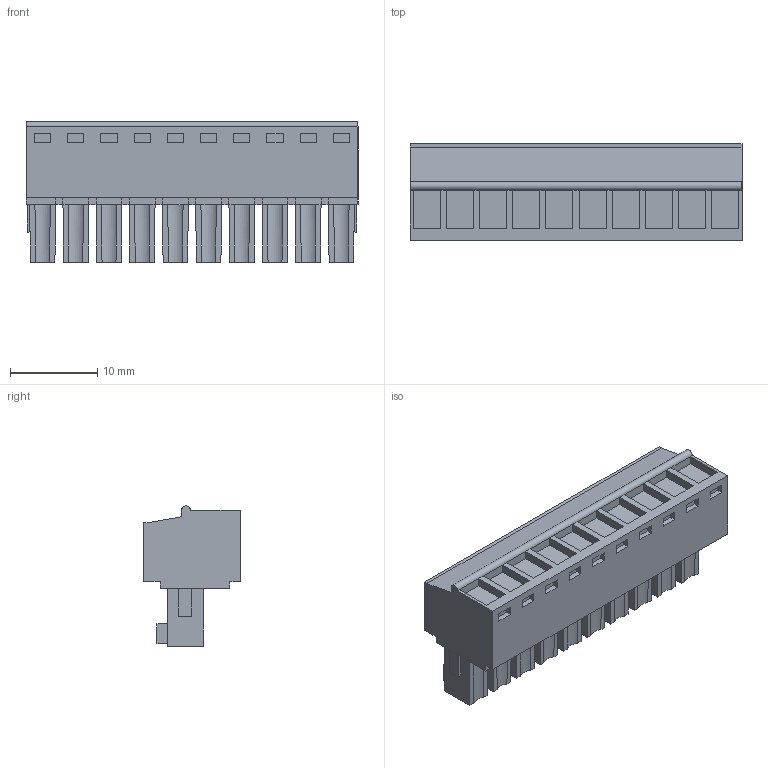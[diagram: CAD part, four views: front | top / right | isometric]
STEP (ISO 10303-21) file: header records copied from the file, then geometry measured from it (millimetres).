
FILE_DESCRIPTION(('CATIA V5 STEP','CAx-IF Rec.Pracs.--- Model Styling and Organization---1.2---2011-12-15'),'2;1');
FILE_NAME ('D1456226_0_1792830000_1792830000.stp','2017-04-14T12:57:24+00:00',('none'),('Weidmueller'),'CATIA Version 5-6 Release 2014','CATIA V5 STEP AP214','none');
FILE_SCHEMA(('AUTOMOTIVE_DESIGN { 1 0 10303 214 1 1 1 1 }'));
Length unit declared in the file: millimetre
Products named in the file (1): 1792830000
Bounding box: 38.1 x 11.1 x 16.1 mm (x, y, z)
Volume: 3904.4 mm3; surface area: 3589.9 mm2
Topology: 11 solids, 11 shells, 498 faces, 1249 edges, 823 vertices
Faces by surface type: plane 417, cylinder 81
Entity records: 13704 total; most frequent: CARTESIAN_POINT 2586, ORIENTED_EDGE 2498, DIRECTION 1820, EDGE_CURVE 1249, VECTOR 1027, LINE 1027, VERTEX_POINT 823, EDGE_LOOP 548
